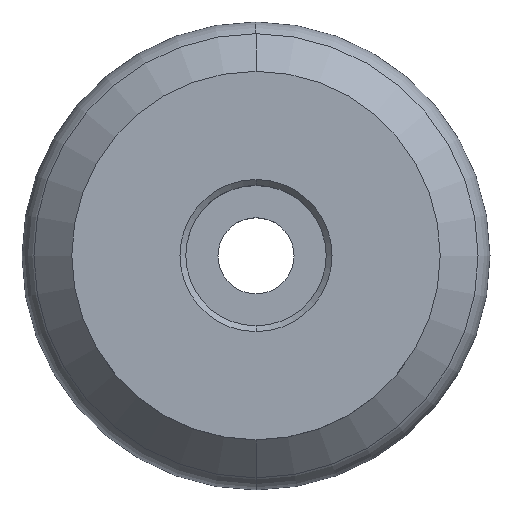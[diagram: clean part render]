
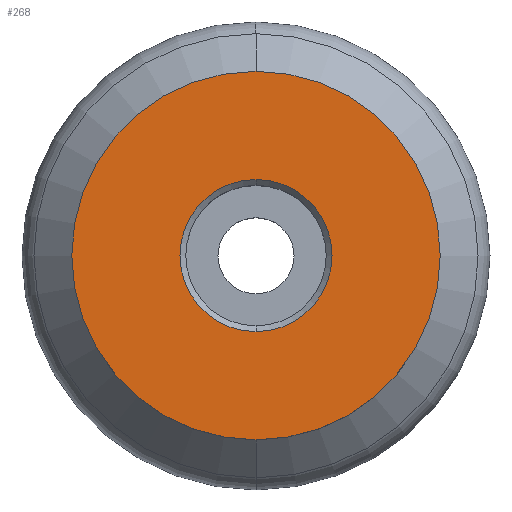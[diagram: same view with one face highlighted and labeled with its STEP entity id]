
A CAD part, top view. The second image highlights one B-rep face of the part: STEP entity #268.
In plain terms, the highlighted planar face has unit normal (0, 0, 1).
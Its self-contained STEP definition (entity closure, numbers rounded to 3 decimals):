
#154=EDGE_CURVE('',#316,#296,#384,.T.);
#222=VERTEX_POINT('',#457);
#240=EDGE_CURVE('',#342,#222,#478,.T.);
#268=ADVANCED_FACE('',(#511,#512),#513,.T.);
#282=EDGE_CURVE('',#222,#342,#529,.T.);
#296=VERTEX_POINT('',#545);
#316=VERTEX_POINT('',#568);
#330=EDGE_CURVE('',#296,#316,#585,.T.);
#342=VERTEX_POINT('',#598);
#384=CIRCLE('',#641,25.0);
#457=CARTESIAN_POINT('',(0.0,10.319,0.0));
#478=CIRCLE('',#764,10.319);
#511=FACE_BOUND('',#804,.T.);
#512=FACE_OUTER_BOUND('',#805,.T.);
#513=PLANE('',#806);
#529=CIRCLE('',#824,10.319);
#545=CARTESIAN_POINT('',(0.,-25.0,0.0));
#568=CARTESIAN_POINT('',(0.0,25.0,0.0));
#585=CIRCLE('',#894,25.0);
#598=CARTESIAN_POINT('',(0.,-10.319,0.0));
#641=AXIS2_PLACEMENT_3D('',#935,#936,#937);
#764=AXIS2_PLACEMENT_3D('',#1047,#1048,#1049);
#804=EDGE_LOOP('',(#1107,#1108));
#805=EDGE_LOOP('',(#1109,#1110));
#806=AXIS2_PLACEMENT_3D('',#1111,#1112,#1113);
#824=AXIS2_PLACEMENT_3D('',#1133,#1134,#1135);
#894=AXIS2_PLACEMENT_3D('',#1215,#1216,#1217);
#935=CARTESIAN_POINT('',(0.0,0.0,0.0));
#936=DIRECTION('',(0.0,0.0,-1.0));
#937=DIRECTION('',(0.0,1.0,0.0));
#1047=CARTESIAN_POINT('',(0.0,0.0,0.0));
#1048=DIRECTION('',(-0.0,0.0,-1.0));
#1049=DIRECTION('',(0.0,1.0,0.0));
#1107=ORIENTED_EDGE('',*,*,#282,.T.);
#1108=ORIENTED_EDGE('',*,*,#240,.T.);
#1109=ORIENTED_EDGE('',*,*,#154,.F.);
#1110=ORIENTED_EDGE('',*,*,#330,.F.);
#1111=CARTESIAN_POINT('',(0.0,12.5,0.0));
#1112=DIRECTION('',(-0.0,0.0,1.0));
#1113=DIRECTION('',(0.0,-1.0,0.0));
#1133=CARTESIAN_POINT('',(0.0,0.0,0.0));
#1134=DIRECTION('',(-0.0,0.0,-1.0));
#1135=DIRECTION('',(0.0,1.0,0.0));
#1215=CARTESIAN_POINT('',(0.0,0.0,0.0));
#1216=DIRECTION('',(0.0,0.0,-1.0));
#1217=DIRECTION('',(0.0,1.0,0.0));
